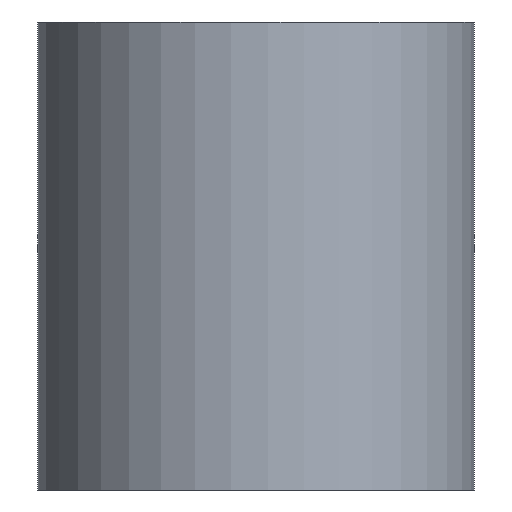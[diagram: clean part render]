
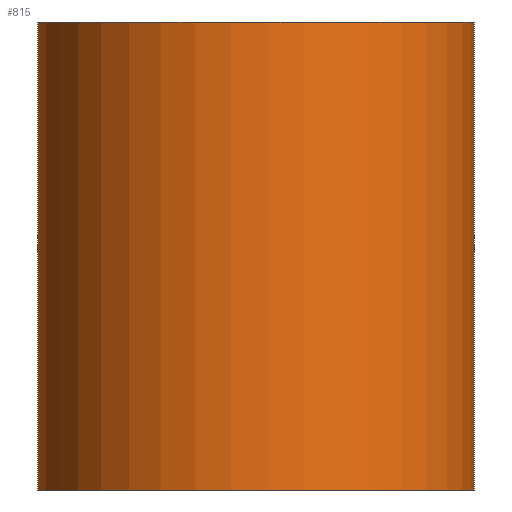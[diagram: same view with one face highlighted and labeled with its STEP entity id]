
A CAD part, front view. The second image highlights one B-rep face of the part: STEP entity #815.
In plain terms, the highlighted cylindrical face has radius 5.6 mm (diameter 11.2 mm), a partial arc.
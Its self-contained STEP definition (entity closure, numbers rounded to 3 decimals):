
#15=ELLIPSE('',#852,5.633,5.6);
#26=B_SPLINE_CURVE_WITH_KNOTS('',3,(#1404,#1405,#1406,#1407,#1408,#1409),
 .UNSPECIFIED.,.F.,.F.,(4,2,4),(0.129,0.199,0.301),
 .UNSPECIFIED.);
#90=LINE('',#1381,#171);
#93=LINE('',#1387,#174);
#110=LINE('',#1597,#191);
#112=LINE('',#1599,#193);
#115=LINE('',#1604,#196);
#171=VECTOR('',#991,10.);
#174=VECTOR('',#996,10.);
#191=VECTOR('',#1027,10.);
#193=VECTOR('',#1029,10.);
#196=VECTOR('',#1036,10.);
#234=CYLINDRICAL_SURFACE('',#869,5.6);
#282=FACE_OUTER_BOUND('',#331,.T.);
#331=EDGE_LOOP('',(#756,#757,#758,#759,#760,#761,#762,#763,#764));
#342=CIRCLE('',#831,5.6);
#345=CIRCLE('',#836,5.6);
#362=VERTEX_POINT('',#1086);
#363=VERTEX_POINT('',#1088);
#367=VERTEX_POINT('',#1098);
#368=VERTEX_POINT('',#1100);
#408=VERTEX_POINT('',#1372);
#409=VERTEX_POINT('',#1374);
#411=VERTEX_POINT('',#1380);
#413=VERTEX_POINT('',#1386);
#415=VERTEX_POINT('',#1403);
#440=EDGE_CURVE('',#362,#363,#342,.T.);
#445=EDGE_CURVE('',#367,#368,#345,.T.);
#501=EDGE_CURVE('',#409,#408,#15,.T.);
#504=EDGE_CURVE('',#411,#409,#90,.T.);
#507=EDGE_CURVE('',#413,#411,#93,.T.);
#510=EDGE_CURVE('',#415,#413,#26,.T.);
#531=EDGE_CURVE('',#415,#362,#110,.T.);
#533=EDGE_CURVE('',#368,#408,#112,.T.);
#536=EDGE_CURVE('',#367,#363,#115,.T.);
#756=ORIENTED_EDGE('',*,*,#501,.T.);
#757=ORIENTED_EDGE('',*,*,#533,.F.);
#758=ORIENTED_EDGE('',*,*,#445,.F.);
#759=ORIENTED_EDGE('',*,*,#536,.T.);
#760=ORIENTED_EDGE('',*,*,#440,.F.);
#761=ORIENTED_EDGE('',*,*,#531,.F.);
#762=ORIENTED_EDGE('',*,*,#510,.T.);
#763=ORIENTED_EDGE('',*,*,#507,.T.);
#764=ORIENTED_EDGE('',*,*,#504,.T.);
#815=ADVANCED_FACE('',(#282),#234,.T.);
#831=AXIS2_PLACEMENT_3D('',#1089,#900,#901);
#836=AXIS2_PLACEMENT_3D('',#1101,#912,#913);
#852=AXIS2_PLACEMENT_3D('',#1375,#985,#986);
#869=AXIS2_PLACEMENT_3D('',#1615,#1052,#1053);
#900=DIRECTION('center_axis',(0.,0.,1.));
#901=DIRECTION('ref_axis',(-0.923,0.385,0.));
#912=DIRECTION('center_axis',(0.,0.,-1.));
#913=DIRECTION('ref_axis',(-0.923,0.385,0.));
#985=DIRECTION('center_axis',(0.041,0.099,-0.994));
#986=DIRECTION('ref_axis',(0.382,0.918,0.108));
#991=DIRECTION('',(0.001,0.003,-1.));
#996=DIRECTION('',(0.001,0.003,-1.));
#1027=DIRECTION('',(0.,0.,1.));
#1029=DIRECTION('',(0.,0.,1.));
#1036=DIRECTION('',(0.,0.,1.));
#1052=DIRECTION('center_axis',(0.,0.,-1.));
#1053=DIRECTION('ref_axis',(-0.923,0.385,0.));
#1086=CARTESIAN_POINT('',(-55.484,664.286,-15.182));
#1088=CARTESIAN_POINT('',(-44.714,662.132,-15.182));
#1089=CARTESIAN_POINT('Origin',(-50.314,662.132,-15.182));
#1098=CARTESIAN_POINT('',(-44.714,662.132,-27.182));
#1100=CARTESIAN_POINT('',(-55.484,664.286,-27.182));
#1101=CARTESIAN_POINT('Origin',(-50.314,662.132,-27.182));
#1372=CARTESIAN_POINT('',(-55.484,664.286,-26.474));
#1374=CARTESIAN_POINT('',(-55.609,663.957,-26.512));
#1375=CARTESIAN_POINT('Origin',(-50.314,662.132,-26.474));
#1380=CARTESIAN_POINT('',(-55.611,663.95,-23.733));
#1381=CARTESIAN_POINT('',(-55.61,663.954,-25.123));
#1386=CARTESIAN_POINT('',(-55.614,663.94,-19.987));
#1387=CARTESIAN_POINT('',(-55.613,663.945,-21.86));
#1403=CARTESIAN_POINT('',(-55.484,664.286,-18.316));
#1404=CARTESIAN_POINT('Ctrl Pts',(-55.484,664.286,-18.316));
#1405=CARTESIAN_POINT('Ctrl Pts',(-55.525,664.186,-18.524));
#1406=CARTESIAN_POINT('Ctrl Pts',(-55.554,664.108,-18.744));
#1407=CARTESIAN_POINT('Ctrl Pts',(-55.604,663.973,-19.303));
#1408=CARTESIAN_POINT('Ctrl Pts',(-55.615,663.939,-19.645));
#1409=CARTESIAN_POINT('Ctrl Pts',(-55.614,663.94,-19.987));
#1597=CARTESIAN_POINT('',(-55.484,664.286,-22.182));
#1599=CARTESIAN_POINT('',(-55.484,664.286,-22.182));
#1604=CARTESIAN_POINT('',(-44.714,662.132,-22.182));
#1615=CARTESIAN_POINT('Origin',(-50.314,662.132,-22.182));
